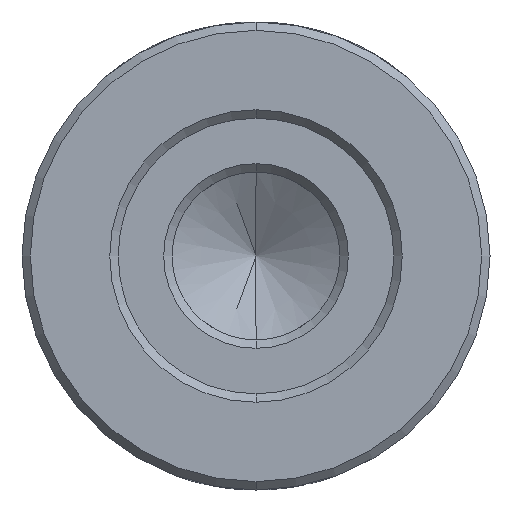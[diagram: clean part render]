
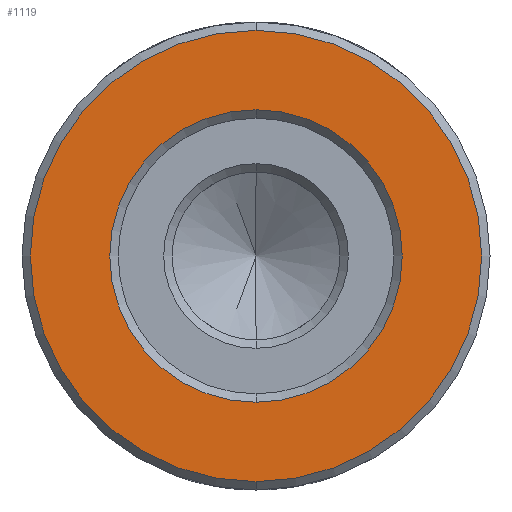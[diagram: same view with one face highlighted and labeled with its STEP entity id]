
A CAD part, front view. The second image highlights one B-rep face of the part: STEP entity #1119.
In plain terms, the highlighted planar face has unit normal (0, -1, 0).
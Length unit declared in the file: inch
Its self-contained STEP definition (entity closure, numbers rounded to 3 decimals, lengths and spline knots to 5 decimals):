
#138 = DIRECTION ( 'NONE',  ( 0., 1., 0. ) ) ;
#393 = AXIS2_PLACEMENT_3D ( 'NONE', #4912, #2491, #5297 ) ;
#572 = EDGE_LOOP ( 'NONE', ( #1480, #2214 ) ) ;
#743 = EDGE_LOOP ( 'NONE', ( #1858, #1490 ) ) ;
#798 = DIRECTION ( 'NONE',  ( 0., -1., 0. ) ) ;
#829 = DIRECTION ( 'NONE',  ( 0., -1., 0. ) ) ;
#861 = CIRCLE ( 'NONE', #393, 0.27 ) ;
#913 = VERTEX_POINT ( 'NONE', #1664 ) ;
#999 = AXIS2_PLACEMENT_3D ( 'NONE', #3289, #829, #4650 ) ;
#1041 = VERTEX_POINT ( 'NONE', #4624 ) ;
#1119 = ADVANCED_FACE ( 'NONE', ( #4593, #2569 ), #2241, .F. ) ;
#1480 = ORIENTED_EDGE ( 'NONE', *, *, #2659, .T. ) ;
#1490 = ORIENTED_EDGE ( 'NONE', *, *, #3058, .F. ) ;
#1664 = CARTESIAN_POINT ( 'NONE',  ( 0., 0., 0.27 ) ) ;
#1743 = AXIS2_PLACEMENT_3D ( 'NONE', #3268, #798, #3678 ) ;
#1858 = ORIENTED_EDGE ( 'NONE', *, *, #3095, .F. ) ;
#2067 = VERTEX_POINT ( 'NONE', #5014 ) ;
#2107 = DIRECTION ( 'NONE',  ( 0., -1., 0. ) ) ;
#2214 = ORIENTED_EDGE ( 'NONE', *, *, #3820, .T. ) ;
#2241 = PLANE ( 'NONE',  #2693 ) ;
#2294 = AXIS2_PLACEMENT_3D ( 'NONE', #4533, #2107, #4931 ) ;
#2309 = CIRCLE ( 'NONE', #2294, 0.175 ) ;
#2491 = DIRECTION ( 'NONE',  ( 0., -1., 0. ) ) ;
#2569 = FACE_BOUND ( 'NONE', #743, .T. ) ;
#2659 = EDGE_CURVE ( 'NONE', #913, #2067, #3314, .T. ) ;
#2693 = AXIS2_PLACEMENT_3D ( 'NONE', #5049, #138, #3045 ) ;
#3045 = DIRECTION ( 'NONE',  ( 0., 0., 1. ) ) ;
#3058 = EDGE_CURVE ( 'NONE', #5040, #1041, #3379, .T. ) ;
#3095 = EDGE_CURVE ( 'NONE', #1041, #5040, #2309, .T. ) ;
#3268 = CARTESIAN_POINT ( 'NONE',  ( 0., 0., 0. ) ) ;
#3289 = CARTESIAN_POINT ( 'NONE',  ( 0., 0., 0. ) ) ;
#3314 = CIRCLE ( 'NONE', #999, 0.27 ) ;
#3379 = CIRCLE ( 'NONE', #1743, 0.175 ) ;
#3678 = DIRECTION ( 'NONE',  ( 0., 0., -1. ) ) ;
#3820 = EDGE_CURVE ( 'NONE', #2067, #913, #861, .T. ) ;
#4533 = CARTESIAN_POINT ( 'NONE',  ( 0., 0., 0. ) ) ;
#4593 = FACE_OUTER_BOUND ( 'NONE', #572, .T. ) ;
#4624 = CARTESIAN_POINT ( 'NONE',  ( 0., 0., -0.175 ) ) ;
#4650 = DIRECTION ( 'NONE',  ( 0., 0., 1. ) ) ;
#4817 = CARTESIAN_POINT ( 'NONE',  ( 0., 0., 0.175 ) ) ;
#4912 = CARTESIAN_POINT ( 'NONE',  ( 0., 0., 0. ) ) ;
#4931 = DIRECTION ( 'NONE',  ( 0., 0., -1. ) ) ;
#5014 = CARTESIAN_POINT ( 'NONE',  ( 0., 0., -0.27 ) ) ;
#5040 = VERTEX_POINT ( 'NONE', #4817 ) ;
#5049 = CARTESIAN_POINT ( 'NONE',  ( 0., 0., 0. ) ) ;
#5297 = DIRECTION ( 'NONE',  ( 0., 0., 1. ) ) ;
